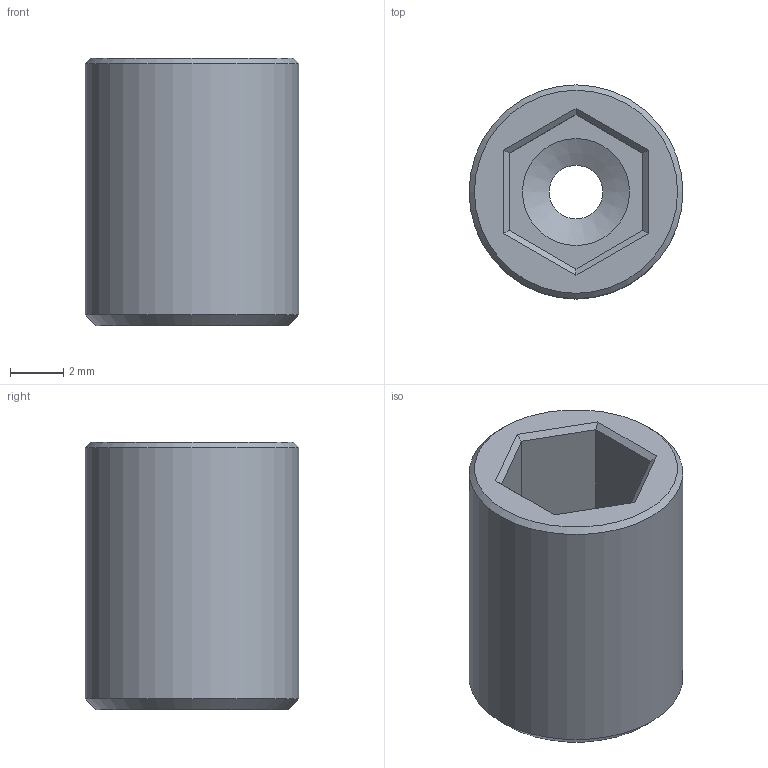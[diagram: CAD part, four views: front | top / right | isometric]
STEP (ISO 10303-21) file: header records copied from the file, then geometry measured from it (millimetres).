
FILE_DESCRIPTION(/* description */ (''),/* implementation_level */ '2;1');
FILE_NAME(/* name */ 'servo gear.step',/* time_stamp */ '2020-12-18T16:47:05+06:00',/* author */ (''),/* organization */ (''),/* preprocessor_version */ 'ST-DEVELOPER v18.1',/* originating_system */ 'Autodesk Translation Framework v9.7.1.1290',/* authorisation */ '');
FILE_SCHEMA (('AUTOMOTIVE_DESIGN { 1 0 10303 214 3 1 1 }'));
Length unit declared in the file: millimetre
Products named in the file (1): servo gear
Bounding box: 8 x 8 x 10 mm (x, y, z)
Volume: 319.3 mm3; surface area: 517.1 mm2
Topology: 1 solids, 1 shells, 109 faces, 306 edges, 201 vertices
Faces by surface type: bspline 66, cylinder 24, plane 16, cone 3
Full cylindrical faces by diameter (mm): 2 x1, 8 x1
Entity records: 14230 total; most frequent: CARTESIAN_POINT 11969, ORIENTED_EDGE 612, EDGE_CURVE 306, DIRECTION 269, VERTEX_POINT 201, B_SPLINE_CURVE_WITH_KNOTS 132, EDGE_LOOP 113, FACE_OUTER_BOUND 109
